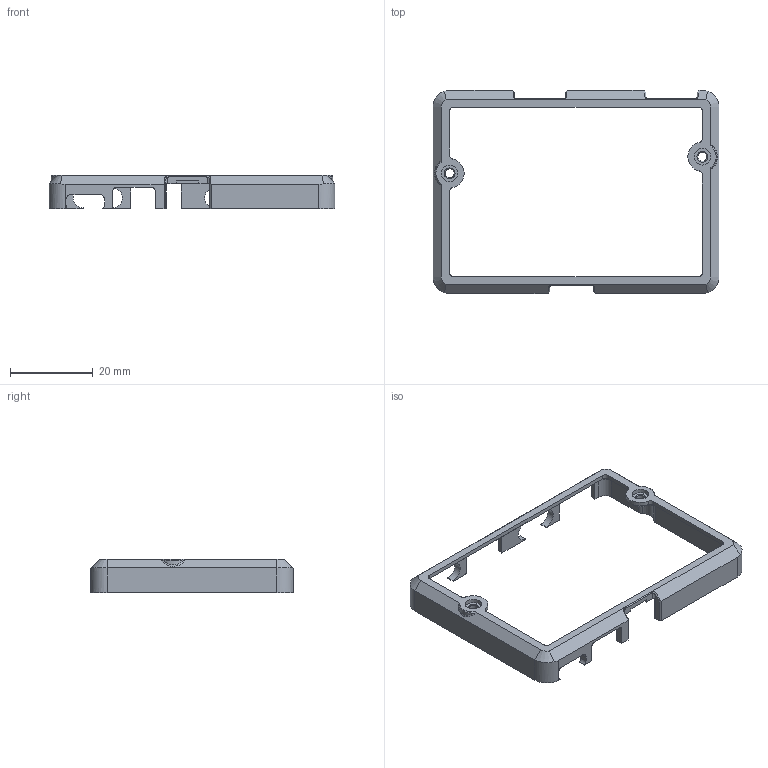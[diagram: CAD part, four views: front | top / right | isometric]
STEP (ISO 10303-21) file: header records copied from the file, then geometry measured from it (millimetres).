
FILE_DESCRIPTION(/* description */ (''),/* implementation_level */ '2;1');
FILE_NAME(/* name */ '',/* time_stamp */ '2023-01-04T13:00:13+08:00',/* author */ (''),/* organization */ (''),/* preprocessor_version */ 'ST-DEVELOPER v19.2',/* originating_system */ 'Autodesk Translation Framework v11.17.0.187',/* authorisation */ '');
FILE_SCHEMA (('AUTOMOTIVE_DESIGN { 1 0 10303 214 3 1 1 }'));
Length unit declared in the file: millimetre
Products named in the file (1): 外壳[上]
Bounding box: 69 x 49 x 8 mm (x, y, z)
Volume: 2646.4 mm3; surface area: 4343.5 mm2
Topology: 1 solids, 1 shells, 166 faces, 478 edges, 316 vertices
Faces by surface type: plane 88, cylinder 56, bspline 14, cone 8
Full cylindrical faces by diameter (mm): 2.2 x2, 4 x2
Entity records: 6072 total; most frequent: CARTESIAN_POINT 1695, ORIENTED_EDGE 956, DIRECTION 856, EDGE_CURVE 478, VERTEX_POINT 316, LINE 306, VECTOR 306, AXIS2_PLACEMENT_3D 275
